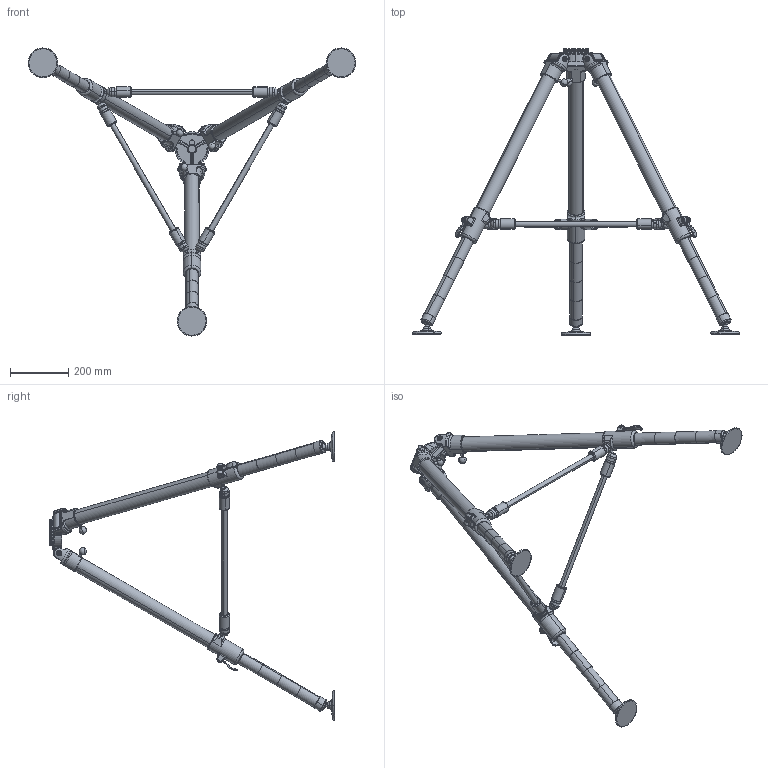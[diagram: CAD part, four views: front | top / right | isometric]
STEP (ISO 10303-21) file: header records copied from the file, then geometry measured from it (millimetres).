
FILE_DESCRIPTION (( 'STEP AP203' ), '1' );
FILE_NAME ('TetraLock.STEP', '2015-01-09T18:34:23', ( 'Dell' ), ( '' ), 'SwSTEP 2.0', 'SolidWorks 2015', '' );
FILE_SCHEMA (( 'CONFIG_CONTROL_DESIGN' ));
Length unit declared in the file: inch
Products named in the file (1): TetraLock
Bounding box: 1124.16 x 980.75 x 988.09 mm (x, y, z)
Volume: 7688549.9 mm3; surface area: 865371.6 mm2
Topology: 4 solids, 10 shells, 1937 faces, 4731 edges, 2801 vertices
Faces by surface type: cylinder 594, plane 374, torus 342, bspline 300, cone 231, sphere 96
Entity records: 75843 total; most frequent: CARTESIAN_POINT 32365, DIRECTION 9280, ORIENTED_EDGE 9246, EDGE_CURVE 4623, AXIS2_PLACEMENT_3D 3991, VERTEX_POINT 2768, CIRCLE 2353, EDGE_LOOP 2047
